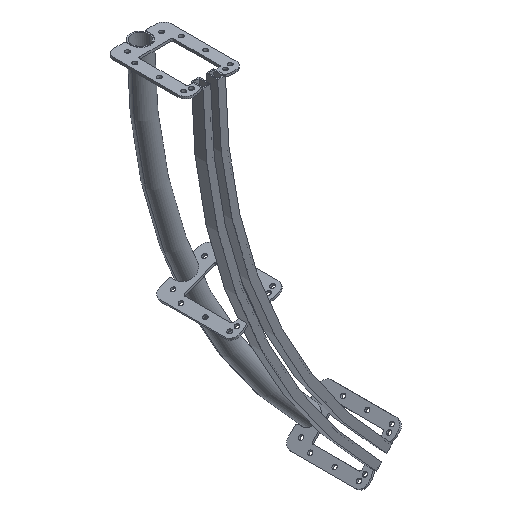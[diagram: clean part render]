
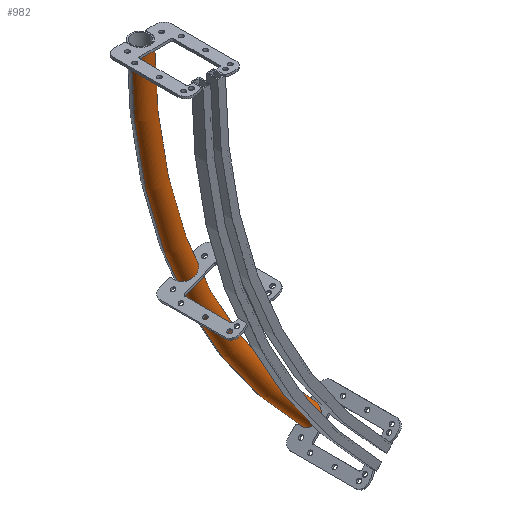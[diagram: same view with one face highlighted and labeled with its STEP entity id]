
A CAD part, isometric view. The second image highlights one B-rep face of the part: STEP entity #982.
In plain terms, the highlighted toroidal (fillet/blend) face has major radius 750 mm and minor radius 12.7 mm.
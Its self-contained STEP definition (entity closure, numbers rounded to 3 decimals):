
#18 = DIRECTION ( 'NONE',  ( 0., 1., 0. ) ) ;
#69 = DIRECTION ( 'NONE',  ( 0., 0., 1. ) ) ;
#165 = DIRECTION ( 'NONE',  ( 0., 0., 1. ) ) ;
#179 = CARTESIAN_POINT ( 'NONE',  ( -539.31, 0., -539.31 ) ) ;
#262 = VERTEX_POINT ( 'NONE', #838 ) ;
#363 = VERTEX_POINT ( 'NONE', #179 ) ;
#368 = CIRCLE ( 'NONE', #2866, 762.7 ) ;
#370 = CARTESIAN_POINT ( 'NONE',  ( 0., 0., 0. ) ) ;
#431 = CARTESIAN_POINT ( 'NONE',  ( -750., 0., 0. ) ) ;
#432 = TOROIDAL_SURFACE ( 'NONE', #1505, 750., 12.7 ) ;
#485 = EDGE_CURVE ( 'NONE', #262, #2168, #2751, .T. ) ;
#552 = CARTESIAN_POINT ( 'NONE',  ( 0., 0., 0. ) ) ;
#553 = EDGE_CURVE ( 'NONE', #363, #1890, #1840, .T. ) ;
#691 = EDGE_LOOP ( 'NONE', ( #2558, #2031, #1211, #1604 ) ) ;
#838 = CARTESIAN_POINT ( 'NONE',  ( -762.7, 0., 0. ) ) ;
#982 = ADVANCED_FACE ( 'NONE', ( #2213 ), #432, .T. ) ;
#990 = DIRECTION ( 'NONE',  ( 0., 0., 1. ) ) ;
#1033 = AXIS2_PLACEMENT_3D ( 'NONE', #2389, #1670, #1657 ) ;
#1211 = ORIENTED_EDGE ( 'NONE', *, *, #1266, .T. ) ;
#1212 = CARTESIAN_POINT ( 'NONE',  ( 0., 0., 0. ) ) ;
#1266 = EDGE_CURVE ( 'NONE', #1890, #2168, #2316, .T. ) ;
#1484 = DIRECTION ( 'NONE',  ( 0., 1., 0. ) ) ;
#1505 = AXIS2_PLACEMENT_3D ( 'NONE', #370, #2277, #165 ) ;
#1604 = ORIENTED_EDGE ( 'NONE', *, *, #485, .F. ) ;
#1657 = DIRECTION ( 'NONE',  ( 0.707, 0., 0.707 ) ) ;
#1670 = DIRECTION ( 'NONE',  ( -0.707, 0., 0.707 ) ) ;
#1824 = AXIS2_PLACEMENT_3D ( 'NONE', #431, #2800, #2086 ) ;
#1838 = CARTESIAN_POINT ( 'NONE',  ( -737.3, 0., 0. ) ) ;
#1840 = CIRCLE ( 'NONE', #1033, 12.7 ) ;
#1890 = VERTEX_POINT ( 'NONE', #2996 ) ;
#2031 = ORIENTED_EDGE ( 'NONE', *, *, #553, .T. ) ;
#2086 = DIRECTION ( 'NONE',  ( 1., 0., 0. ) ) ;
#2168 = VERTEX_POINT ( 'NONE', #1838 ) ;
#2213 = FACE_OUTER_BOUND ( 'NONE', #691, .T. ) ;
#2277 = DIRECTION ( 'NONE',  ( 0., 1., 0. ) ) ;
#2316 = CIRCLE ( 'NONE', #2983, 737.3 ) ;
#2389 = CARTESIAN_POINT ( 'NONE',  ( -530.33, 0., -530.33 ) ) ;
#2558 = ORIENTED_EDGE ( 'NONE', *, *, #2714, .F. ) ;
#2714 = EDGE_CURVE ( 'NONE', #363, #262, #368, .T. ) ;
#2751 = CIRCLE ( 'NONE', #1824, 12.7 ) ;
#2800 = DIRECTION ( 'NONE',  ( 0., 0., 1. ) ) ;
#2866 = AXIS2_PLACEMENT_3D ( 'NONE', #552, #1484, #69 ) ;
#2983 = AXIS2_PLACEMENT_3D ( 'NONE', #1212, #18, #990 ) ;
#2996 = CARTESIAN_POINT ( 'NONE',  ( -521.35, 0., -521.35 ) ) ;
